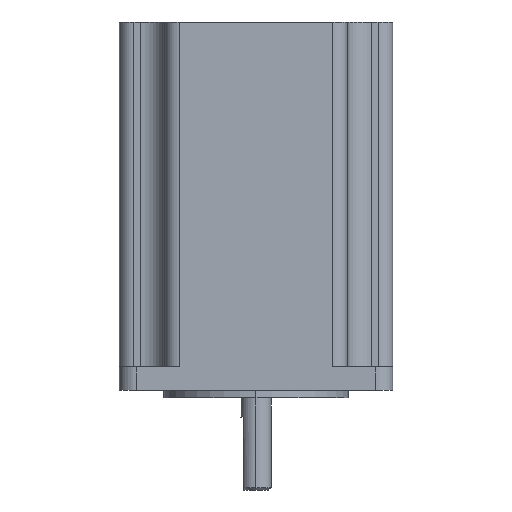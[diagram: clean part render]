
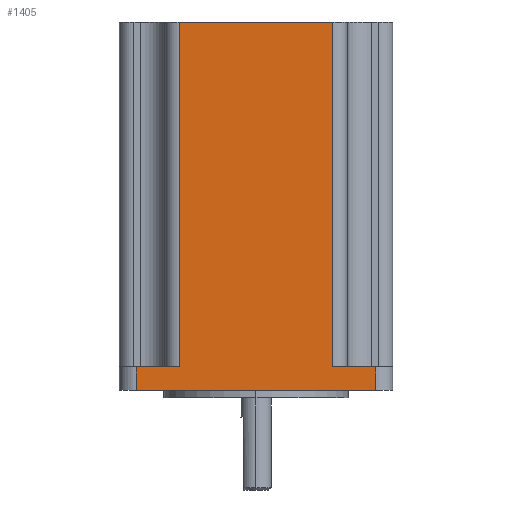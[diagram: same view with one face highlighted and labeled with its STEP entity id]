
A CAD part, left-side view. The second image highlights one B-rep face of the part: STEP entity #1405.
In plain terms, the highlighted planar face has unit normal (-1, 0, 0).
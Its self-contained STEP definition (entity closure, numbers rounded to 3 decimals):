
#46 = EDGE_CURVE ( 'NONE', #1172, #1225, #1218, .T. ) ;
#57 = EDGE_CURVE ( 'NONE', #1115, #1225, #1269, .T. ) ;
#68 = EDGE_CURVE ( 'NONE', #1174, #1172, #1338, .T. ) ;
#90 = EDGE_CURVE ( 'NONE', #1087, #1296, #1350, .T. ) ;
#166 = VECTOR ( 'NONE', #619, 1000. ) ;
#168 = VECTOR ( 'NONE', #523, 1000. ) ;
#180 = VECTOR ( 'NONE', #691, 1000. ) ;
#184 = VECTOR ( 'NONE', #716, 1000. ) ;
#224 = AXIS2_PLACEMENT_3D ( 'NONE', #587, #617, #616 ) ;
#310 = CARTESIAN_POINT ( 'NONE',  ( -28.2, -24.7, 4.8 ) ) ;
#360 = CARTESIAN_POINT ( 'NONE',  ( -28.2, 28.2, 4.8 ) ) ;
#411 = DIRECTION ( 'NONE',  ( 0., 0., 1. ) ) ;
#462 = DIRECTION ( 'NONE',  ( 0., -1., 0. ) ) ;
#471 = CARTESIAN_POINT ( 'NONE',  ( -28.2, -15.8, 76. ) ) ;
#482 = CARTESIAN_POINT ( 'NONE',  ( -28.2, 28.2, 0. ) ) ;
#485 = DIRECTION ( 'NONE',  ( 0., -1., 0. ) ) ;
#522 = CARTESIAN_POINT ( 'NONE',  ( -28.2, 15.8, 76. ) ) ;
#523 = DIRECTION ( 'NONE',  ( 0., 0., -1. ) ) ;
#525 = CARTESIAN_POINT ( 'NONE',  ( -28.2, 15.8, 76. ) ) ;
#587 = CARTESIAN_POINT ( 'NONE',  ( -28.2, 28.2, 4.8 ) ) ;
#595 = DIRECTION ( 'NONE',  ( 0., -1., 0. ) ) ;
#606 = CARTESIAN_POINT ( 'NONE',  ( -28.2, 28.2, 4.8 ) ) ;
#616 = DIRECTION ( 'NONE',  ( 0., 1., 0. ) ) ;
#617 = DIRECTION ( 'NONE',  ( 1., 0., 0. ) ) ;
#619 = DIRECTION ( 'NONE',  ( 0., -1., 0. ) ) ;
#624 = PLANE ( 'NONE',  #224 ) ;
#691 = DIRECTION ( 'NONE',  ( 0., 0., -1. ) ) ;
#692 = CARTESIAN_POINT ( 'NONE',  ( -28.2, 24.7, 4.8 ) ) ;
#716 = DIRECTION ( 'NONE',  ( 0., 0., -1. ) ) ;
#717 = CARTESIAN_POINT ( 'NONE',  ( -28.2, -15.8, 76. ) ) ;
#754 = CARTESIAN_POINT ( 'NONE',  ( -28.2, 15.8, 76. ) ) ;
#756 = CARTESIAN_POINT ( 'NONE',  ( -28.2, 24.7, 4.8 ) ) ;
#760 = CARTESIAN_POINT ( 'NONE',  ( -28.2, 24.7, 0. ) ) ;
#764 = CARTESIAN_POINT ( 'NONE',  ( -28.2, -15.8, 4.8 ) ) ;
#767 = CARTESIAN_POINT ( 'NONE',  ( -28.2, -24.7, 0. ) ) ;
#811 = CARTESIAN_POINT ( 'NONE',  ( -28.2, -24.7, 4.8 ) ) ;
#847 = CARTESIAN_POINT ( 'NONE',  ( -28.2, 15.8, 4.8 ) ) ;
#1054 = ORIENTED_EDGE ( 'NONE', *, *, #1442, .T. ) ;
#1058 = ORIENTED_EDGE ( 'NONE', *, *, #1423, .F. ) ;
#1065 = ORIENTED_EDGE ( 'NONE', *, *, #90, .F. ) ;
#1087 = VERTEX_POINT ( 'NONE', #756 ) ;
#1115 = VERTEX_POINT ( 'NONE', #764 ) ;
#1172 = VERTEX_POINT ( 'NONE', #767 ) ;
#1174 = VERTEX_POINT ( 'NONE', #760 ) ;
#1178 = VERTEX_POINT ( 'NONE', #471 ) ;
#1189 = ORIENTED_EDGE ( 'NONE', *, *, #1431, .T. ) ;
#1218 = LINE ( 'NONE', #310, #1512 ) ;
#1225 = VERTEX_POINT ( 'NONE', #811 ) ;
#1241 = VERTEX_POINT ( 'NONE', #754 ) ;
#1251 = ORIENTED_EDGE ( 'NONE', *, *, #68, .T. ) ;
#1260 = ORIENTED_EDGE ( 'NONE', *, *, #57, .F. ) ;
#1269 = LINE ( 'NONE', #606, #1567 ) ;
#1284 = EDGE_LOOP ( 'NONE', ( #1251, #1334, #1260, #1058, #1330, #1054, #1065, #1189 ) ) ;
#1296 = VERTEX_POINT ( 'NONE', #847 ) ;
#1330 = ORIENTED_EDGE ( 'NONE', *, *, #1443, .F. ) ;
#1334 = ORIENTED_EDGE ( 'NONE', *, *, #46, .T. ) ;
#1338 = LINE ( 'NONE', #482, #1538 ) ;
#1350 = LINE ( 'NONE', #360, #1570 ) ;
#1405 = ADVANCED_FACE ( 'NONE', ( #1707 ), #624, .F. ) ;
#1423 = EDGE_CURVE ( 'NONE', #1178, #1115, #1727, .T. ) ;
#1431 = EDGE_CURVE ( 'NONE', #1087, #1174, #1733, .T. ) ;
#1442 = EDGE_CURVE ( 'NONE', #1241, #1296, #1747, .T. ) ;
#1443 = EDGE_CURVE ( 'NONE', #1241, #1178, #1748, .T. ) ;
#1512 = VECTOR ( 'NONE', #411, 1000. ) ;
#1538 = VECTOR ( 'NONE', #485, 1000. ) ;
#1567 = VECTOR ( 'NONE', #595, 1000. ) ;
#1570 = VECTOR ( 'NONE', #462, 1000. ) ;
#1707 = FACE_OUTER_BOUND ( 'NONE', #1284, .T. ) ;
#1727 = LINE ( 'NONE', #717, #184 ) ;
#1733 = LINE ( 'NONE', #692, #180 ) ;
#1747 = LINE ( 'NONE', #525, #168 ) ;
#1748 = LINE ( 'NONE', #522, #166 ) ;
